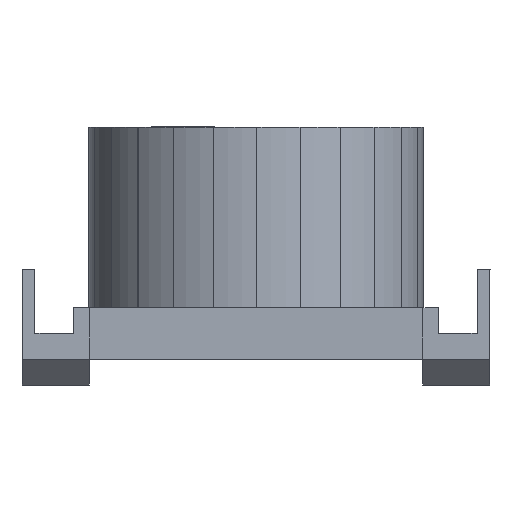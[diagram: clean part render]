
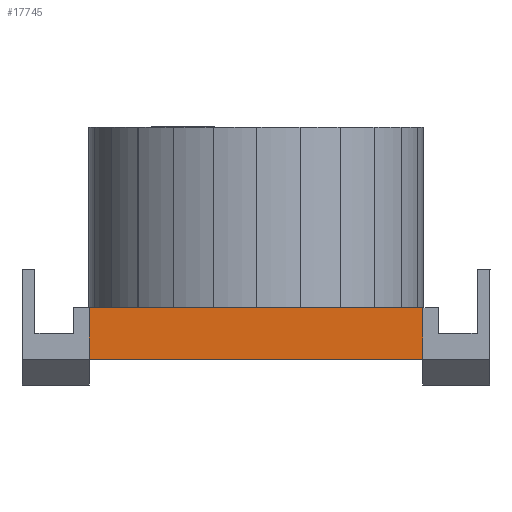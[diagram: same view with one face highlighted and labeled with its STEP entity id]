
A CAD part, left-side view. The second image highlights one B-rep face of the part: STEP entity #17745.
In plain terms, the highlighted planar face has unit normal (-1, 0, -0.001).
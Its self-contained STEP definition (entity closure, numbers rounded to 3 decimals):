
#613 = PLANE('',#614);
#614 = AXIS2_PLACEMENT_3D('',#615,#616,#617);
#615 = CARTESIAN_POINT('',(56.206,2.9,2.993));
#616 = DIRECTION('',(0.,0.,1.));
#617 = DIRECTION('',(0.,1.,0.));
#13959 = PLANE('',#13960);
#13960 = AXIS2_PLACEMENT_3D('',#13961,#13962,#13963);
#13961 = CARTESIAN_POINT('',(60.15,15.857,
    2.993));
#13962 = DIRECTION('',(0.,0.,
    1.));
#13963 = DIRECTION('',(0.,1.,0.));
#14188 = VERTEX_POINT('',#14189);
#14189 = CARTESIAN_POINT('',(53.703,9.346,
    2.993));
#17609 = EDGE_CURVE('',#17610,#14188,#17612,.T.);
#17610 = VERTEX_POINT('',#17611);
#17611 = CARTESIAN_POINT('',(53.706,2.901,
    2.993));
#17612 = SURFACE_CURVE('',#17613,(#17617,#17624),.PCURVE_S1.);
#17613 = LINE('',#17614,#17615);
#17614 = CARTESIAN_POINT('',(53.706,2.901,
    2.993));
#17615 = VECTOR('',#17616,1.);
#17616 = DIRECTION('',(0.,1.,0.));
#17617 = PCURVE('',#613,#17618);
#17618 = DEFINITIONAL_REPRESENTATION('',(#17619),#17623);
#17619 = LINE('',#17620,#17621);
#17620 = CARTESIAN_POINT('',(0.001,2.5));
#17621 = VECTOR('',#17622,1.);
#17622 = DIRECTION('',(1.,0.));
#17623 = ( GEOMETRIC_REPRESENTATION_CONTEXT(2) 
PARAMETRIC_REPRESENTATION_CONTEXT() REPRESENTATION_CONTEXT('2D SPACE',''
  ) );
#17624 = PCURVE('',#17625,#17630);
#17625 = PLANE('',#17626);
#17626 = AXIS2_PLACEMENT_3D('',#17627,#17628,#17629);
#17627 = CARTESIAN_POINT('',(53.706,15.854,
    0.993));
#17628 = DIRECTION('',(-1.,0.,
    -0.001));
#17629 = DIRECTION('',(0.001,0.,
    -1.));
#17630 = DEFINITIONAL_REPRESENTATION('',(#17631),#17634);
#17631 = B_SPLINE_CURVE_WITH_KNOTS('',1,(#17632,#17633),.UNSPECIFIED.,
  .F.,.F.,(2,2),(0.,6.445),.PIECEWISE_BEZIER_KNOTS.);
#17632 = CARTESIAN_POINT('',(-2.,12.953));
#17633 = CARTESIAN_POINT('',(-2.,6.508));
#17634 = ( GEOMETRIC_REPRESENTATION_CONTEXT(2) 
PARAMETRIC_REPRESENTATION_CONTEXT() REPRESENTATION_CONTEXT('2D SPACE',''
  ) );
#17652 = PLANE('',#17653);
#17653 = AXIS2_PLACEMENT_3D('',#17654,#17655,#17656);
#17654 = CARTESIAN_POINT('',(54.206,2.901,
    0.993));
#17655 = DIRECTION('',(0.,-1.,
    0.));
#17656 = DIRECTION('',(-1.,0.,0.));
#17745 = ADVANCED_FACE('',(#17746),#17625,.T.);
#17746 = FACE_BOUND('',#17747,.T.);
#17747 = EDGE_LOOP('',(#17748,#17778,#17798,#17799,#17821));
#17748 = ORIENTED_EDGE('',*,*,#17749,.T.);
#17749 = EDGE_CURVE('',#17750,#17752,#17754,.T.);
#17750 = VERTEX_POINT('',#17751);
#17751 = CARTESIAN_POINT('',(53.706,15.854,
    0.993));
#17752 = VERTEX_POINT('',#17753);
#17753 = CARTESIAN_POINT('',(53.706,2.901,
    0.993));
#17754 = SURFACE_CURVE('',#17755,(#17759,#17766),.PCURVE_S1.);
#17755 = LINE('',#17756,#17757);
#17756 = CARTESIAN_POINT('',(53.706,15.854,
    0.993));
#17757 = VECTOR('',#17758,1.);
#17758 = DIRECTION('',(0.,-1.,0.));
#17759 = PCURVE('',#17625,#17760);
#17760 = DEFINITIONAL_REPRESENTATION('',(#17761),#17765);
#17761 = LINE('',#17762,#17763);
#17762 = CARTESIAN_POINT('',(0.,0.));
#17763 = VECTOR('',#17764,1.);
#17764 = DIRECTION('',(0.,1.));
#17765 = ( GEOMETRIC_REPRESENTATION_CONTEXT(2) 
PARAMETRIC_REPRESENTATION_CONTEXT() REPRESENTATION_CONTEXT('2D SPACE',''
  ) );
#17766 = PCURVE('',#17767,#17772);
#17767 = PLANE('',#17768);
#17768 = AXIS2_PLACEMENT_3D('',#17769,#17770,#17771);
#17769 = CARTESIAN_POINT('',(54.206,3.401,
    0.993));
#17770 = DIRECTION('',(0.,0.,-1.));
#17771 = DIRECTION('',(0.,-1.,0.));
#17772 = DEFINITIONAL_REPRESENTATION('',(#17773),#17777);
#17773 = LINE('',#17774,#17775);
#17774 = CARTESIAN_POINT('',(-12.453,0.5));
#17775 = VECTOR('',#17776,1.);
#17776 = DIRECTION('',(1.,0.));
#17777 = ( GEOMETRIC_REPRESENTATION_CONTEXT(2) 
PARAMETRIC_REPRESENTATION_CONTEXT() REPRESENTATION_CONTEXT('2D SPACE',''
  ) );
#17778 = ORIENTED_EDGE('',*,*,#17779,.F.);
#17779 = EDGE_CURVE('',#17610,#17752,#17780,.T.);
#17780 = SURFACE_CURVE('',#17781,(#17785,#17791),.PCURVE_S1.);
#17781 = LINE('',#17782,#17783);
#17782 = CARTESIAN_POINT('',(53.706,2.901,
    2.993));
#17783 = VECTOR('',#17784,1.);
#17784 = DIRECTION('',(0.,0.,-1.));
#17785 = PCURVE('',#17625,#17786);
#17786 = DEFINITIONAL_REPRESENTATION('',(#17787),#17790);
#17787 = B_SPLINE_CURVE_WITH_KNOTS('',1,(#17788,#17789),.UNSPECIFIED.,
  .F.,.F.,(2,2),(0.,2.),.PIECEWISE_BEZIER_KNOTS.);
#17788 = CARTESIAN_POINT('',(-2.,12.953));
#17789 = CARTESIAN_POINT('',(0.,12.953));
#17790 = ( GEOMETRIC_REPRESENTATION_CONTEXT(2) 
PARAMETRIC_REPRESENTATION_CONTEXT() REPRESENTATION_CONTEXT('2D SPACE',''
  ) );
#17791 = PCURVE('',#17652,#17792);
#17792 = DEFINITIONAL_REPRESENTATION('',(#17793),#17797);
#17793 = LINE('',#17794,#17795);
#17794 = CARTESIAN_POINT('',(0.5,-2.));
#17795 = VECTOR('',#17796,1.);
#17796 = DIRECTION('',(0.,1.));
#17797 = ( GEOMETRIC_REPRESENTATION_CONTEXT(2) 
PARAMETRIC_REPRESENTATION_CONTEXT() REPRESENTATION_CONTEXT('2D SPACE',''
  ) );
#17798 = ORIENTED_EDGE('',*,*,#17609,.T.);
#17799 = ORIENTED_EDGE('',*,*,#17800,.T.);
#17800 = EDGE_CURVE('',#14188,#17801,#17803,.T.);
#17801 = VERTEX_POINT('',#17802);
#17802 = CARTESIAN_POINT('',(53.706,15.854,
    2.993));
#17803 = SURFACE_CURVE('',#17804,(#17808,#17814),.PCURVE_S1.);
#17804 = LINE('',#17805,#17806);
#17805 = CARTESIAN_POINT('',(53.703,9.346,
    2.993));
#17806 = VECTOR('',#17807,1.);
#17807 = DIRECTION('',(0.,1.,0.));
#17808 = PCURVE('',#17625,#17809);
#17809 = DEFINITIONAL_REPRESENTATION('',(#17810),#17813);
#17810 = B_SPLINE_CURVE_WITH_KNOTS('',1,(#17811,#17812),.UNSPECIFIED.,
  .F.,.F.,(2,2),(0.,6.508),.PIECEWISE_BEZIER_KNOTS.);
#17811 = CARTESIAN_POINT('',(-2.,6.508));
#17812 = CARTESIAN_POINT('',(-2.,0.));
#17813 = ( GEOMETRIC_REPRESENTATION_CONTEXT(2) 
PARAMETRIC_REPRESENTATION_CONTEXT() REPRESENTATION_CONTEXT('2D SPACE',''
  ) );
#17814 = PCURVE('',#13959,#17815);
#17815 = DEFINITIONAL_REPRESENTATION('',(#17816),#17820);
#17816 = LINE('',#17817,#17818);
#17817 = CARTESIAN_POINT('',(-6.511,6.448));
#17818 = VECTOR('',#17819,1.);
#17819 = DIRECTION('',(1.,0.));
#17820 = ( GEOMETRIC_REPRESENTATION_CONTEXT(2) 
PARAMETRIC_REPRESENTATION_CONTEXT() REPRESENTATION_CONTEXT('2D SPACE',''
  ) );
#17821 = ORIENTED_EDGE('',*,*,#17822,.F.);
#17822 = EDGE_CURVE('',#17750,#17801,#17823,.T.);
#17823 = SURFACE_CURVE('',#17824,(#17828,#17834),.PCURVE_S1.);
#17824 = LINE('',#17825,#17826);
#17825 = CARTESIAN_POINT('',(53.706,15.854,
    0.993));
#17826 = VECTOR('',#17827,1.);
#17827 = DIRECTION('',(0.,0.,1.));
#17828 = PCURVE('',#17625,#17829);
#17829 = DEFINITIONAL_REPRESENTATION('',(#17830),#17833);
#17830 = B_SPLINE_CURVE_WITH_KNOTS('',1,(#17831,#17832),.UNSPECIFIED.,
  .F.,.F.,(2,2),(0.,2.),.PIECEWISE_BEZIER_KNOTS.);
#17831 = CARTESIAN_POINT('',(0.,0.));
#17832 = CARTESIAN_POINT('',(-2.,0.));
#17833 = ( GEOMETRIC_REPRESENTATION_CONTEXT(2) 
PARAMETRIC_REPRESENTATION_CONTEXT() REPRESENTATION_CONTEXT('2D SPACE',''
  ) );
#17834 = PCURVE('',#17835,#17840);
#17835 = PLANE('',#17836);
#17836 = AXIS2_PLACEMENT_3D('',#17837,#17838,#17839);
#17837 = CARTESIAN_POINT('',(53.706,15.854,
    2.993));
#17838 = DIRECTION('',(0.,1.,
    0.));
#17839 = DIRECTION('',(1.,0.,0.));
#17840 = DEFINITIONAL_REPRESENTATION('',(#17841),#17845);
#17841 = LINE('',#17842,#17843);
#17842 = CARTESIAN_POINT('',(0.,2.));
#17843 = VECTOR('',#17844,1.);
#17844 = DIRECTION('',(0.,-1.));
#17845 = ( GEOMETRIC_REPRESENTATION_CONTEXT(2) 
PARAMETRIC_REPRESENTATION_CONTEXT() REPRESENTATION_CONTEXT('2D SPACE',''
  ) );
